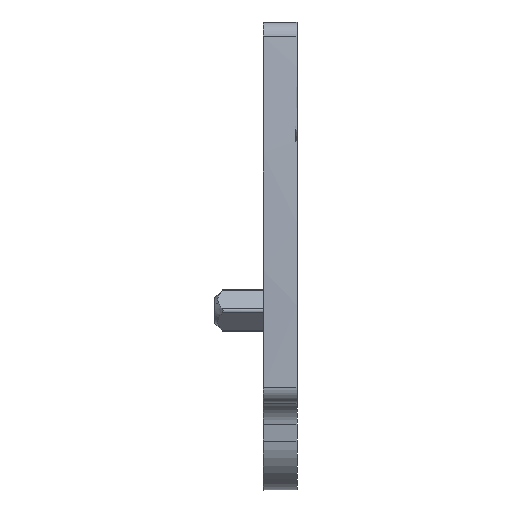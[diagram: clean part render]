
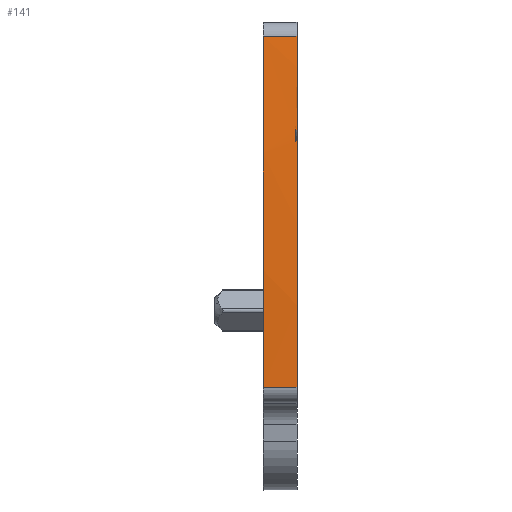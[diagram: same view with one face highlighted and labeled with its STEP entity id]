
A CAD part, front view. The second image highlights one B-rep face of the part: STEP entity #141.
In plain terms, the highlighted cylindrical face has radius 154.9 mm (diameter 309.8 mm), a partial arc.
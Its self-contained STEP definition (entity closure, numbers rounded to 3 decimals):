
#82=AXIS2_PLACEMENT_3D('Cylinder Axis2P3D',#79,#80,#81) ;
#86=AXIS2_PLACEMENT_3D('Circle Axis2P3D',#84,#85,$) ;
#102=AXIS2_PLACEMENT_3D('Circle Axis2P3D',#100,#101,$) ;
#116=AXIS2_PLACEMENT_3D('Circle Axis2P3D',#114,#115,$) ;
#121=AXIS2_PLACEMENT_3D('Circle Axis2P3D',#119,#120,$) ;
#36=CARTESIAN_POINT('Line Origine',(4.05,0.042,6.377)) ;
#40=CARTESIAN_POINT('Vertex',(3.,0.042,6.377)) ;
#42=CARTESIAN_POINT('Vertex',(5.1,0.042,6.377)) ;
#79=CARTESIAN_POINT('Axis2P3D Location',(4.05,154.9,10.)) ;
#84=CARTESIAN_POINT('Axis2P3D Location',(5.,154.9,10.)) ;
#88=CARTESIAN_POINT('Vertex',(5.,0.497,22.4)) ;
#90=CARTESIAN_POINT('Vertex',(5.,0.442,21.7)) ;
#93=CARTESIAN_POINT('Line Origine',(4.05,0.497,22.4)) ;
#97=CARTESIAN_POINT('Vertex',(5.1,0.497,22.4)) ;
#100=CARTESIAN_POINT('Axis2P3D Location',(5.1,154.9,10.)) ;
#104=CARTESIAN_POINT('Vertex',(5.1,1.075,28.218)) ;
#107=CARTESIAN_POINT('Line Origine',(4.05,1.075,28.218)) ;
#111=CARTESIAN_POINT('Vertex',(3.,1.075,28.218)) ;
#114=CARTESIAN_POINT('Axis2P3D Location',(3.,154.9,10.)) ;
#119=CARTESIAN_POINT('Axis2P3D Location',(5.1,154.9,10.)) ;
#123=CARTESIAN_POINT('Vertex',(5.1,0.442,21.7)) ;
#126=CARTESIAN_POINT('Line Origine',(4.05,0.442,21.7)) ;
#37=DIRECTION('Vector Direction',(1.,0.,0.)) ;
#80=DIRECTION('Axis2P3D Direction',(1.,0.,0.)) ;
#81=DIRECTION('Axis2P3D XDirection',(0.,-0.993,0.118)) ;
#85=DIRECTION('Axis2P3D Direction',(1.,0.,0.)) ;
#94=DIRECTION('Vector Direction',(1.,0.,0.)) ;
#101=DIRECTION('Axis2P3D Direction',(1.,0.,0.)) ;
#108=DIRECTION('Vector Direction',(1.,0.,0.)) ;
#115=DIRECTION('Axis2P3D Direction',(1.,0.,0.)) ;
#120=DIRECTION('Axis2P3D Direction',(1.,0.,0.)) ;
#127=DIRECTION('Vector Direction',(1.,0.,0.)) ;
#38=VECTOR('Line Direction',#37,1.) ;
#95=VECTOR('Line Direction',#94,1.) ;
#109=VECTOR('Line Direction',#108,1.) ;
#128=VECTOR('Line Direction',#127,1.) ;
#132=ORIENTED_EDGE('',*,*,#92,.F.) ;
#133=ORIENTED_EDGE('',*,*,#99,.F.) ;
#134=ORIENTED_EDGE('',*,*,#106,.F.) ;
#135=ORIENTED_EDGE('',*,*,#113,.F.) ;
#136=ORIENTED_EDGE('',*,*,#118,.T.) ;
#137=ORIENTED_EDGE('',*,*,#44,.T.) ;
#138=ORIENTED_EDGE('',*,*,#125,.F.) ;
#139=ORIENTED_EDGE('',*,*,#130,.T.) ;
#141=ADVANCED_FACE('A_EP_3C_2-5',(#140),#83,.T.) ;
#87=CIRCLE('generated circle',#86,154.9) ;
#103=CIRCLE('generated circle',#102,154.9) ;
#117=CIRCLE('generated circle',#116,154.9) ;
#122=CIRCLE('generated circle',#121,154.9) ;
#83=CYLINDRICAL_SURFACE('generated cylinder',#82,154.9) ;
#44=EDGE_CURVE('',#41,#43,#39,.T.) ;
#92=EDGE_CURVE('',#89,#91,#87,.T.) ;
#99=EDGE_CURVE('',#98,#89,#96,.F.) ;
#106=EDGE_CURVE('',#105,#98,#103,.T.) ;
#113=EDGE_CURVE('',#112,#105,#110,.T.) ;
#118=EDGE_CURVE('',#112,#41,#117,.T.) ;
#125=EDGE_CURVE('',#124,#43,#122,.T.) ;
#130=EDGE_CURVE('',#124,#91,#129,.F.) ;
#131=EDGE_LOOP('',(#132,#133,#134,#135,#136,#137,#138,#139)) ;
#140=FACE_OUTER_BOUND('',#131,.T.) ;
#39=LINE('Line',#36,#38) ;
#96=LINE('Line',#93,#95) ;
#110=LINE('Line',#107,#109) ;
#129=LINE('Line',#126,#128) ;
#41=VERTEX_POINT('',#40) ;
#43=VERTEX_POINT('',#42) ;
#89=VERTEX_POINT('',#88) ;
#91=VERTEX_POINT('',#90) ;
#98=VERTEX_POINT('',#97) ;
#105=VERTEX_POINT('',#104) ;
#112=VERTEX_POINT('',#111) ;
#124=VERTEX_POINT('',#123) ;
